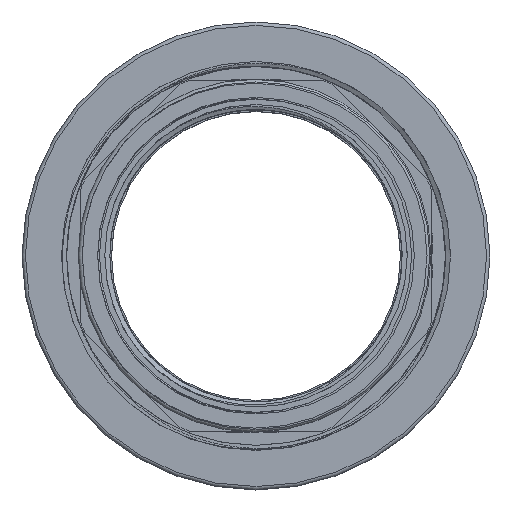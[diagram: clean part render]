
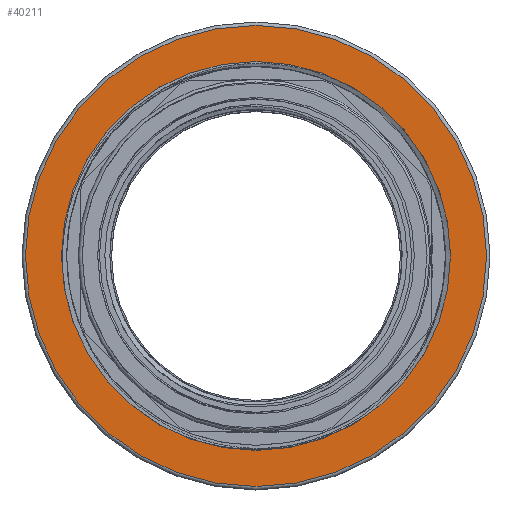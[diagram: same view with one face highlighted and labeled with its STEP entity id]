
A CAD part, top view. The second image highlights one B-rep face of the part: STEP entity #40211.
In plain terms, the highlighted planar face has unit normal (0, 0, 1).
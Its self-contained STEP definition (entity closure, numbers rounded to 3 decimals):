
#264=FACE_BOUND('',#4452,.T.);
#399=PLANE('',#42624);
#2294=FACE_OUTER_BOUND('',#4451,.T.);
#4451=EDGE_LOOP('',(#29067));
#4452=EDGE_LOOP('',(#29068));
#6500=CIRCLE('',#42222,56.515);
#6706=CIRCLE('',#42625,67.);
#17733=VERTEX_POINT('',#77362);
#18523=VERTEX_POINT('',#81338);
#21768=EDGE_CURVE('',#17733,#17733,#6500,.T.);
#22706=EDGE_CURVE('',#18523,#18523,#6706,.T.);
#29067=ORIENTED_EDGE('',*,*,#22706,.T.);
#29068=ORIENTED_EDGE('',*,*,#21768,.T.);
#40211=ADVANCED_FACE('',(#2294,#264),#399,.T.);
#42222=AXIS2_PLACEMENT_3D('',#77363,#44740,#44741);
#42624=AXIS2_PLACEMENT_3D('',#81337,#46169,#46170);
#42625=AXIS2_PLACEMENT_3D('',#81339,#46171,#46172);
#44740=DIRECTION('center_axis',(0.,0.,-1.));
#44741=DIRECTION('ref_axis',(1.,0.,0.));
#46169=DIRECTION('center_axis',(0.,0.,1.));
#46170=DIRECTION('ref_axis',(1.,0.,0.));
#46171=DIRECTION('center_axis',(0.,0.,1.));
#46172=DIRECTION('ref_axis',(1.,0.,0.));
#77362=CARTESIAN_POINT('',(56.515,0.,-9.5));
#77363=CARTESIAN_POINT('Origin',(0.,0.,-9.5));
#81337=CARTESIAN_POINT('Origin',(0.,0.,-9.5));
#81338=CARTESIAN_POINT('',(-67.,0.,-9.5));
#81339=CARTESIAN_POINT('Origin',(0.,0.,-9.5));
